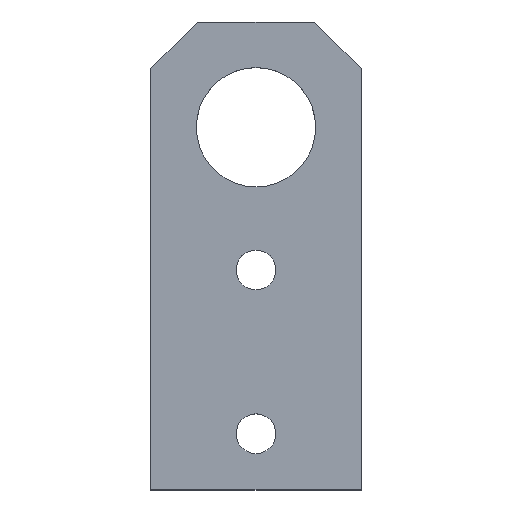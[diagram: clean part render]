
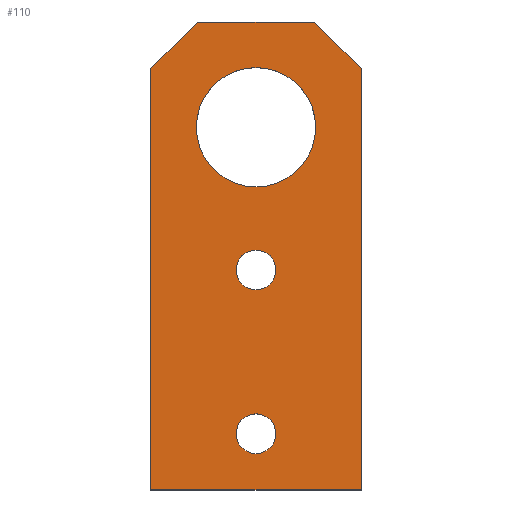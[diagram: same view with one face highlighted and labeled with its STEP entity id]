
A CAD part, top view. The second image highlights one B-rep face of the part: STEP entity #110.
In plain terms, the highlighted planar face has unit normal (0, 0, 1).
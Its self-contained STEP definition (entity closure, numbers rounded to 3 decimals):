
#6 = EDGE_CURVE ( 'NONE', #155, #26, #194, .T. ) ;
#10 = VERTEX_POINT ( 'NONE', #237 ) ;
#11 = ORIENTED_EDGE ( 'NONE', *, *, #40, .T. ) ;
#15 = EDGE_CURVE ( 'NONE', #152, #134, #261, .T. ) ;
#26 = VERTEX_POINT ( 'NONE', #371 ) ;
#29 = ORIENTED_EDGE ( 'NONE', *, *, #56, .T. ) ;
#35 = ORIENTED_EDGE ( 'NONE', *, *, #136, .F. ) ;
#40 = EDGE_CURVE ( 'NONE', #505, #59, #462, .T. ) ;
#55 = EDGE_LOOP ( 'NONE', ( #112, #452 ) ) ;
#56 = EDGE_CURVE ( 'NONE', #75, #96, #565, .T. ) ;
#59 = VERTEX_POINT ( 'NONE', #580 ) ;
#61 = ORIENTED_EDGE ( 'NONE', *, *, #89, .T. ) ;
#75 = VERTEX_POINT ( 'NONE', #377 ) ;
#87 = EDGE_LOOP ( 'NONE', ( #29, #141, #11, #104, #541, #61 ) ) ;
#89 = EDGE_CURVE ( 'NONE', #26, #75, #466, .T. ) ;
#96 = VERTEX_POINT ( 'NONE', #492 ) ;
#98 = EDGE_CURVE ( 'NONE', #151, #10, #517, .T. ) ;
#104 = ORIENTED_EDGE ( 'NONE', *, *, #133, .T. ) ;
#110 = ADVANCED_FACE ( 'NONE', ( #158, #159, #160, #161 ), #162, .F. ) ;
#112 = ORIENTED_EDGE ( 'NONE', *, *, #143, .F. ) ;
#114 = EDGE_CURVE ( 'NONE', #134, #152, #178, .T. ) ;
#120 = EDGE_LOOP ( 'NONE', ( #192, #606 ) ) ;
#133 = EDGE_CURVE ( 'NONE', #59, #155, #331, .T. ) ;
#134 = VERTEX_POINT ( 'NONE', #342 ) ;
#136 = EDGE_CURVE ( 'NONE', #10, #151, #360, .T. ) ;
#139 = EDGE_LOOP ( 'NONE', ( #400, #35 ) ) ;
#141 = ORIENTED_EDGE ( 'NONE', *, *, #277, .T. ) ;
#143 = EDGE_CURVE ( 'NONE', #191, #504, #390, .T. ) ;
#147 = EDGE_CURVE ( 'NONE', #504, #191, #429, .T. ) ;
#151 = VERTEX_POINT ( 'NONE', #457 ) ;
#152 = VERTEX_POINT ( 'NONE', #491 ) ;
#155 = VERTEX_POINT ( 'NONE', #522 ) ;
#158 = FACE_BOUND ( 'NONE', #139, .T. ) ;
#159 = FACE_BOUND ( 'NONE', #55, .T. ) ;
#160 = FACE_OUTER_BOUND ( 'NONE', #87, .T. ) ;
#161 = FACE_BOUND ( 'NONE', #120, .T. ) ;
#162 = PLANE ( 'NONE',  #163 ) ;
#163 = AXIS2_PLACEMENT_3D ( 'NONE', #164, #165, #166 ) ;
#164 = CARTESIAN_POINT ( 'NONE',  ( -22.5, 22.5, 6. ) ) ;
#165 = DIRECTION ( 'NONE',  ( 0., 0., -1. ) ) ;
#166 = DIRECTION ( 'NONE',  ( -1., 0., 0. ) ) ;
#178 = CIRCLE ( 'NONE', #179, 12.75 ) ;
#179 = AXIS2_PLACEMENT_3D ( 'NONE', #180, #181, #182 ) ;
#180 = CARTESIAN_POINT ( 'NONE',  ( 0., 0., 6. ) ) ;
#181 = DIRECTION ( 'NONE',  ( 0., 0., 1. ) ) ;
#182 = DIRECTION ( 'NONE',  ( 1., 0., 0. ) ) ;
#191 = VERTEX_POINT ( 'NONE', #553 ) ;
#192 = ORIENTED_EDGE ( 'NONE', *, *, #114, .F. ) ;
#194 = LINE ( 'NONE', #195, #196 ) ;
#195 = CARTESIAN_POINT ( 'NONE',  ( 22.5, -77.5, 6. ) ) ;
#196 = VECTOR ( 'NONE', #197, 1000. ) ;
#197 = DIRECTION ( 'NONE',  ( 0., 1., 0. ) ) ;
#237 = CARTESIAN_POINT ( 'NONE',  ( -4.25, -30.5, 6. ) ) ;
#261 = CIRCLE ( 'NONE', #262, 12.75 ) ;
#262 = AXIS2_PLACEMENT_3D ( 'NONE', #263, #264, #265 ) ;
#263 = CARTESIAN_POINT ( 'NONE',  ( 0., 0., 6. ) ) ;
#264 = DIRECTION ( 'NONE',  ( 0., 0., 1. ) ) ;
#265 = DIRECTION ( 'NONE',  ( 1., 0., 0. ) ) ;
#277 = EDGE_CURVE ( 'NONE', #96, #505, #569, .T. ) ;
#331 = LINE ( 'NONE', #332, #333 ) ;
#332 = CARTESIAN_POINT ( 'NONE',  ( -22.5, -77.5, 6. ) ) ;
#333 = VECTOR ( 'NONE', #334, 1000. ) ;
#334 = DIRECTION ( 'NONE',  ( 1., 0., 0. ) ) ;
#342 = CARTESIAN_POINT ( 'NONE',  ( -12.75, 0., 6. ) ) ;
#359 = CARTESIAN_POINT ( 'NONE',  ( -4.25, -65.5, 6. ) ) ;
#360 = CIRCLE ( 'NONE', #361, 4.25 ) ;
#361 = AXIS2_PLACEMENT_3D ( 'NONE', #362, #363, #368 ) ;
#362 = CARTESIAN_POINT ( 'NONE',  ( 0., -30.5, 6. ) ) ;
#363 = DIRECTION ( 'NONE',  ( 0., 0., 1. ) ) ;
#368 = DIRECTION ( 'NONE',  ( 1., 0., 0. ) ) ;
#370 = CARTESIAN_POINT ( 'NONE',  ( -22.5, 12.5, 6. ) ) ;
#371 = CARTESIAN_POINT ( 'NONE',  ( 22.5, 12.5, 6. ) ) ;
#377 = CARTESIAN_POINT ( 'NONE',  ( 12.5, 22.5, 6. ) ) ;
#390 = CIRCLE ( 'NONE', #391, 4.25 ) ;
#391 = AXIS2_PLACEMENT_3D ( 'NONE', #392, #393, #394 ) ;
#392 = CARTESIAN_POINT ( 'NONE',  ( 0., -65.5, 6. ) ) ;
#393 = DIRECTION ( 'NONE',  ( 0., 0., 1. ) ) ;
#394 = DIRECTION ( 'NONE',  ( 1., 0., 0. ) ) ;
#400 = ORIENTED_EDGE ( 'NONE', *, *, #98, .F. ) ;
#429 = CIRCLE ( 'NONE', #430, 4.25 ) ;
#430 = AXIS2_PLACEMENT_3D ( 'NONE', #431, #432, #433 ) ;
#431 = CARTESIAN_POINT ( 'NONE',  ( 0., -65.5, 6. ) ) ;
#432 = DIRECTION ( 'NONE',  ( 0., 0., 1. ) ) ;
#433 = DIRECTION ( 'NONE',  ( 1., 0., 0. ) ) ;
#452 = ORIENTED_EDGE ( 'NONE', *, *, #147, .F. ) ;
#457 = CARTESIAN_POINT ( 'NONE',  ( 4.25, -30.5, 6. ) ) ;
#462 = LINE ( 'NONE', #463, #464 ) ;
#463 = CARTESIAN_POINT ( 'NONE',  ( -22.5, -77.5, 6. ) ) ;
#464 = VECTOR ( 'NONE', #465, 1000. ) ;
#465 = DIRECTION ( 'NONE',  ( 0., -1., 0. ) ) ;
#466 = LINE ( 'NONE', #467, #468 ) ;
#467 = CARTESIAN_POINT ( 'NONE',  ( 12.5, 22.5, 6. ) ) ;
#468 = VECTOR ( 'NONE', #470, 1000. ) ;
#470 = DIRECTION ( 'NONE',  ( -0.707, 0.707, 0. ) ) ;
#491 = CARTESIAN_POINT ( 'NONE',  ( 12.75, 0., 6. ) ) ;
#492 = CARTESIAN_POINT ( 'NONE',  ( -12.5, 22.5, 6. ) ) ;
#504 = VERTEX_POINT ( 'NONE', #359 ) ;
#505 = VERTEX_POINT ( 'NONE', #370 ) ;
#517 = CIRCLE ( 'NONE', #518, 4.25 ) ;
#518 = AXIS2_PLACEMENT_3D ( 'NONE', #519, #520, #521 ) ;
#519 = CARTESIAN_POINT ( 'NONE',  ( 0., -30.5, 6. ) ) ;
#520 = DIRECTION ( 'NONE',  ( 0., 0., 1. ) ) ;
#521 = DIRECTION ( 'NONE',  ( 1., 0., 0. ) ) ;
#522 = CARTESIAN_POINT ( 'NONE',  ( 22.5, -77.5, 6. ) ) ;
#541 = ORIENTED_EDGE ( 'NONE', *, *, #6, .T. ) ;
#553 = CARTESIAN_POINT ( 'NONE',  ( 4.25, -65.5, 6. ) ) ;
#565 = LINE ( 'NONE', #566, #567 ) ;
#566 = CARTESIAN_POINT ( 'NONE',  ( -22.5, 22.5, 6. ) ) ;
#567 = VECTOR ( 'NONE', #568, 1000. ) ;
#568 = DIRECTION ( 'NONE',  ( -1., 0., 0. ) ) ;
#569 = LINE ( 'NONE', #570, #571 ) ;
#570 = CARTESIAN_POINT ( 'NONE',  ( -22.5, 12.5, 6. ) ) ;
#571 = VECTOR ( 'NONE', #572, 1000. ) ;
#572 = DIRECTION ( 'NONE',  ( -0.707, -0.707, 0. ) ) ;
#580 = CARTESIAN_POINT ( 'NONE',  ( -22.5, -77.5, 6. ) ) ;
#606 = ORIENTED_EDGE ( 'NONE', *, *, #15, .F. ) ;
